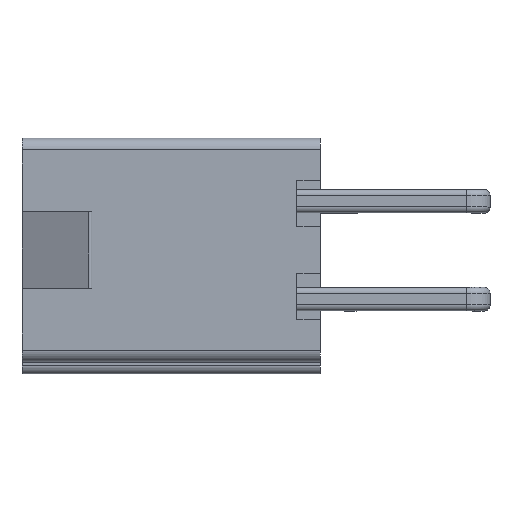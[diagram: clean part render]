
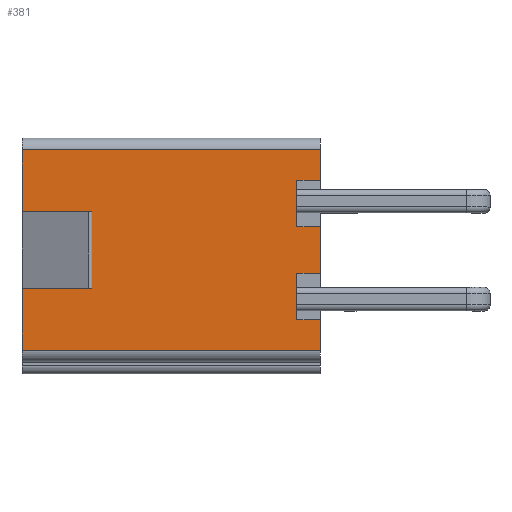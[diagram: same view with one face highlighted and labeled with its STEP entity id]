
A CAD part, top view. The second image highlights one B-rep face of the part: STEP entity #381.
In plain terms, the highlighted planar face has unit normal (0, 0, 1).
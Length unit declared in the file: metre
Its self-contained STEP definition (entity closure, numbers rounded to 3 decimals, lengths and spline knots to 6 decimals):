
#381 = ADVANCED_FACE( '', ( #844 ), #845, .F. );
#844 = FACE_OUTER_BOUND( '', #1822, .T. );
#845 = PLANE( '', #1823 );
#1822 = EDGE_LOOP( '', ( #3704, #3705, #3706, #3707, #3708, #3709, #3710, #3711, #3712, #3713, #3714, #3715, #3716, #3717, #3718, #3719 ) );
#1823 = AXIS2_PLACEMENT_3D( '', #3720, #3721, #3722 );
#3704 = ORIENTED_EDGE( '', *, *, #5197, .T. );
#3705 = ORIENTED_EDGE( '', *, *, #5198, .T. );
#3706 = ORIENTED_EDGE( '', *, *, #5199, .F. );
#3707 = ORIENTED_EDGE( '', *, *, #5200, .F. );
#3708 = ORIENTED_EDGE( '', *, *, #5201, .F. );
#3709 = ORIENTED_EDGE( '', *, *, #5202, .F. );
#3710 = ORIENTED_EDGE( '', *, *, #5203, .F. );
#3711 = ORIENTED_EDGE( '', *, *, #5204, .T. );
#3712 = ORIENTED_EDGE( '', *, *, #5205, .T. );
#3713 = ORIENTED_EDGE( '', *, *, #5206, .F. );
#3714 = ORIENTED_EDGE( '', *, *, #5207, .F. );
#3715 = ORIENTED_EDGE( '', *, *, #5208, .T. );
#3716 = ORIENTED_EDGE( '', *, *, #5151, .T. );
#3717 = ORIENTED_EDGE( '', *, *, #5143, .F. );
#3718 = ORIENTED_EDGE( '', *, *, #5164, .F. );
#3719 = ORIENTED_EDGE( '', *, *, #5209, .T. );
#3720 = CARTESIAN_POINT( '', ( 0.0064, -0.0096, 0.0048 ) );
#3721 = DIRECTION( '', ( 0., 0., -1. ) );
#3722 = DIRECTION( '', ( 1., 0., 0. ) );
#5143 = EDGE_CURVE( '', #5875, #5871, #5877, .T. );
#5151 = EDGE_CURVE( '', #5887, #5871, #5888, .T. );
#5164 = EDGE_CURVE( '', #5908, #5875, #5910, .T. );
#5197 = EDGE_CURVE( '', #5963, #5964, #5965, .T. );
#5198 = EDGE_CURVE( '', #5964, #5966, #5967, .T. );
#5199 = EDGE_CURVE( '', #5968, #5966, #5969, .T. );
#5200 = EDGE_CURVE( '', #5970, #5968, #5971, .T. );
#5201 = EDGE_CURVE( '', #5972, #5970, #5973, .T. );
#5202 = EDGE_CURVE( '', #5974, #5972, #5975, .T. );
#5203 = EDGE_CURVE( '', #5976, #5974, #5977, .T. );
#5204 = EDGE_CURVE( '', #5976, #5978, #5979, .F. );
#5205 = EDGE_CURVE( '', #5978, #5980, #5981, .T. );
#5206 = EDGE_CURVE( '', #5982, #5980, #5983, .T. );
#5207 = EDGE_CURVE( '', #5984, #5982, #5985, .T. );
#5208 = EDGE_CURVE( '', #5984, #5887, #5986, .T. );
#5209 = EDGE_CURVE( '', #5908, #5963, #5987, .T. );
#5871 = VERTEX_POINT( '', #6926 );
#5875 = VERTEX_POINT( '', #6932 );
#5877 = LINE( '', #6935, #6936 );
#5887 = VERTEX_POINT( '', #6948 );
#5888 = LINE( '', #6949, #6950 );
#5908 = VERTEX_POINT( '', #6980 );
#5910 = LINE( '', #6983, #6984 );
#5963 = VERTEX_POINT( '', #7101 );
#5964 = VERTEX_POINT( '', #7102 );
#5965 = LINE( '', #7103, #7104 );
#5966 = VERTEX_POINT( '', #7105 );
#5967 = LINE( '', #7106, #7107 );
#5968 = VERTEX_POINT( '', #7108 );
#5969 = LINE( '', #7109, #7110 );
#5970 = VERTEX_POINT( '', #7111 );
#5971 = LINE( '', #7112, #7113 );
#5972 = VERTEX_POINT( '', #7114 );
#5973 = LINE( '', #7115, #7116 );
#5974 = VERTEX_POINT( '', #7117 );
#5975 = LINE( '', #7118, #7119 );
#5976 = VERTEX_POINT( '', #7120 );
#5977 = LINE( '', #7121, #7122 );
#5978 = VERTEX_POINT( '', #7123 );
#5979 = LINE( '', #7124, #7125 );
#5980 = VERTEX_POINT( '', #7126 );
#5981 = LINE( '', #7127, #7128 );
#5982 = VERTEX_POINT( '', #7129 );
#5983 = LINE( '', #7130, #7131 );
#5984 = VERTEX_POINT( '', #7132 );
#5985 = LINE( '', #7133, #7134 );
#5986 = LINE( '', #7135, #7136 );
#5987 = LINE( '', #7137, #7138 );
#6926 = CARTESIAN_POINT( '', ( 0.0064, -0.0038, 0.0048 ) );
#6932 = CARTESIAN_POINT( '', ( 0.0054, -0.0038, 0.0048 ) );
#6935 = CARTESIAN_POINT( '', ( 0.0054, -0.0038, 0.0048 ) );
#6936 = VECTOR( '', #8192, 1. );
#6948 = CARTESIAN_POINT( '', ( 0.0064, -0.0058, 0.0048 ) );
#6949 = CARTESIAN_POINT( '', ( 0.0064, -0.0096, 0.0048 ) );
#6950 = VECTOR( '', #8201, 1. );
#6980 = CARTESIAN_POINT( '', ( 0.0054, -0.0018, 0.0048 ) );
#6983 = CARTESIAN_POINT( '', ( 0.0054, 0., 0.0048 ) );
#6984 = VECTOR( '', #8213, 1. );
#7101 = CARTESIAN_POINT( '', ( 0.0064, -0.0018, 0.0048 ) );
#7102 = CARTESIAN_POINT( '', ( 0.0064, -0.0005, 0.0048 ) );
#7103 = CARTESIAN_POINT( '', ( 0.0064, -0.0096, 0.0048 ) );
#7104 = VECTOR( '', #8243, 1. );
#7105 = CARTESIAN_POINT( '', ( -0.0064, -0.0005, 0.0048 ) );
#7106 = CARTESIAN_POINT( '', ( -0.0064, -0.0005, 0.0048 ) );
#7107 = VECTOR( '', #8244, 1. );
#7108 = CARTESIAN_POINT( '', ( -0.0064, -0.00315, 0.0048 ) );
#7109 = CARTESIAN_POINT( '', ( -0.0064, -0.00315, 0.0048 ) );
#7110 = VECTOR( '', #8245, 1. );
#7111 = CARTESIAN_POINT( '', ( -0.0034, -0.00315, 0.0048 ) );
#7112 = CARTESIAN_POINT( '', ( -0.0034, -0.00315, 0.0048 ) );
#7113 = VECTOR( '', #8246, 1. );
#7114 = CARTESIAN_POINT( '', ( -0.0034, -0.00645, 0.0048 ) );
#7115 = CARTESIAN_POINT( '', ( -0.0034, -0.0096, 0.0048 ) );
#7116 = VECTOR( '', #8247, 1. );
#7117 = CARTESIAN_POINT( '', ( -0.0064, -0.00645, 0.0048 ) );
#7118 = CARTESIAN_POINT( '', ( -0.0064, -0.00645, 0.0048 ) );
#7119 = VECTOR( '', #8248, 1. );
#7120 = CARTESIAN_POINT( '', ( -0.0064, -0.0091, 0.0048 ) );
#7121 = CARTESIAN_POINT( '', ( -0.0064, -0.0096, 0.0048 ) );
#7122 = VECTOR( '', #8249, 1. );
#7123 = CARTESIAN_POINT( '', ( 0.0064, -0.0091, 0.0048 ) );
#7124 = CARTESIAN_POINT( '', ( 0.0064, -0.0091, 0.0048 ) );
#7125 = VECTOR( '', #8250, 1. );
#7126 = CARTESIAN_POINT( '', ( 0.0064, -0.0078, 0.0048 ) );
#7127 = CARTESIAN_POINT( '', ( 0.0064, -0.0096, 0.0048 ) );
#7128 = VECTOR( '', #8251, 1. );
#7129 = CARTESIAN_POINT( '', ( 0.0054, -0.0078, 0.0048 ) );
#7130 = CARTESIAN_POINT( '', ( 0.0054, -0.0078, 0.0048 ) );
#7131 = VECTOR( '', #8252, 1. );
#7132 = CARTESIAN_POINT( '', ( 0.0054, -0.0058, 0.0048 ) );
#7133 = CARTESIAN_POINT( '', ( 0.0054, 0., 0.0048 ) );
#7134 = VECTOR( '', #8253, 1. );
#7135 = CARTESIAN_POINT( '', ( 0.0054, -0.0058, 0.0048 ) );
#7136 = VECTOR( '', #8254, 1. );
#7137 = CARTESIAN_POINT( '', ( 0.0054, -0.0018, 0.0048 ) );
#7138 = VECTOR( '', #8255, 1. );
#8192 = DIRECTION( '', ( 1., 0., 0. ) );
#8201 = DIRECTION( '', ( 0., 1., 0. ) );
#8213 = DIRECTION( '', ( 0., -1., 0. ) );
#8243 = DIRECTION( '', ( 0., 1., 0. ) );
#8244 = DIRECTION( '', ( -1., 0., 0. ) );
#8245 = DIRECTION( '', ( 0., 1., 0. ) );
#8246 = DIRECTION( '', ( -1., 0., 0. ) );
#8247 = DIRECTION( '', ( 0., 1., 0. ) );
#8248 = DIRECTION( '', ( 1., 0., 0. ) );
#8249 = DIRECTION( '', ( 0., 1., 0. ) );
#8250 = DIRECTION( '', ( -1., 0., 0. ) );
#8251 = DIRECTION( '', ( 0., 1., 0. ) );
#8252 = DIRECTION( '', ( 1., 0., 0. ) );
#8253 = DIRECTION( '', ( 0., -1., 0. ) );
#8254 = DIRECTION( '', ( 1., 0., 0. ) );
#8255 = DIRECTION( '', ( 1., 0., 0. ) );
